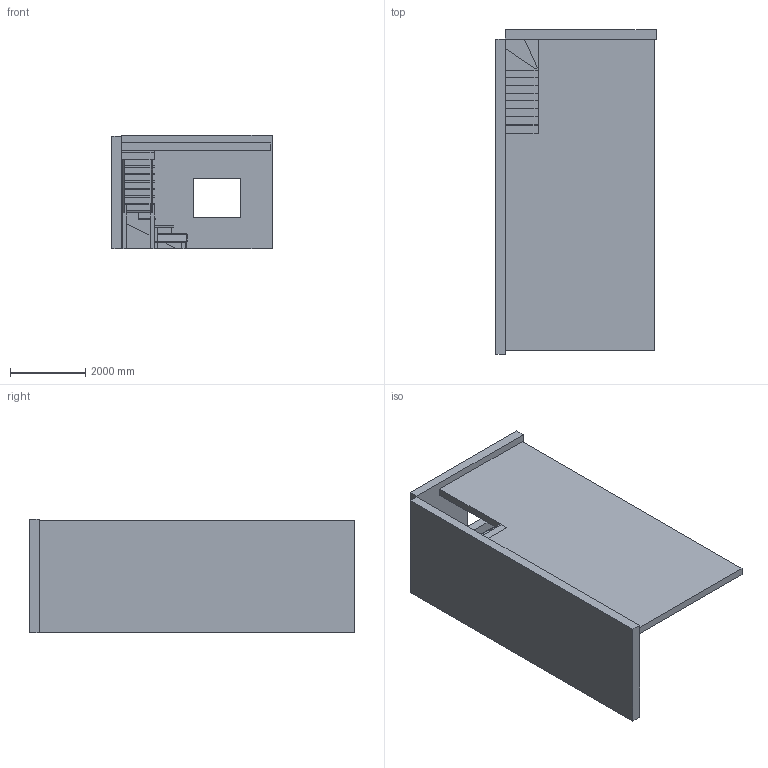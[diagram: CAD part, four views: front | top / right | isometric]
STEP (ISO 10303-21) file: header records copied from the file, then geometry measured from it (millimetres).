
FILE_DESCRIPTION(('FreeCAD Model'),'2;1');
FILE_NAME('3d.step', '2021-02-14T16:14:14',('Author'),(''), 'Open CASCADE STEP processor 7.3','FreeCAD','Unknown');
FILE_SCHEMA(('AUTOMOTIVE_DESIGN { 1 0 10303 214 1 1 1 1 }'));
Length unit declared in the file: millimetre
Products named in the file (3): ____________________________________; ?????????_001; ???????-200_001
Assembly tree (2 placements, depth 2):
  ____________________________________
    ?????????_001
    ???????-200_001
Bounding box: 4250 x 8610 x 3000 mm (x, y, z)
Volume: 15362452462.9 mm3; surface area: 164676138.8 mm2
Topology: 29 solids, 30 shells, 242 faces, 542 edges, 360 vertices
Faces by surface type: plane 241, cylinder 1
Entity records: 13642 total; most frequent: CARTESIAN_POINT 2243, DIRECTION 2116, LINE 1622, VECTOR 1622, ORIENTED_EDGE 1084, PCURVE 1084, DEFINITIONAL_REPRESENTATION 1084, EDGE_CURVE 542
